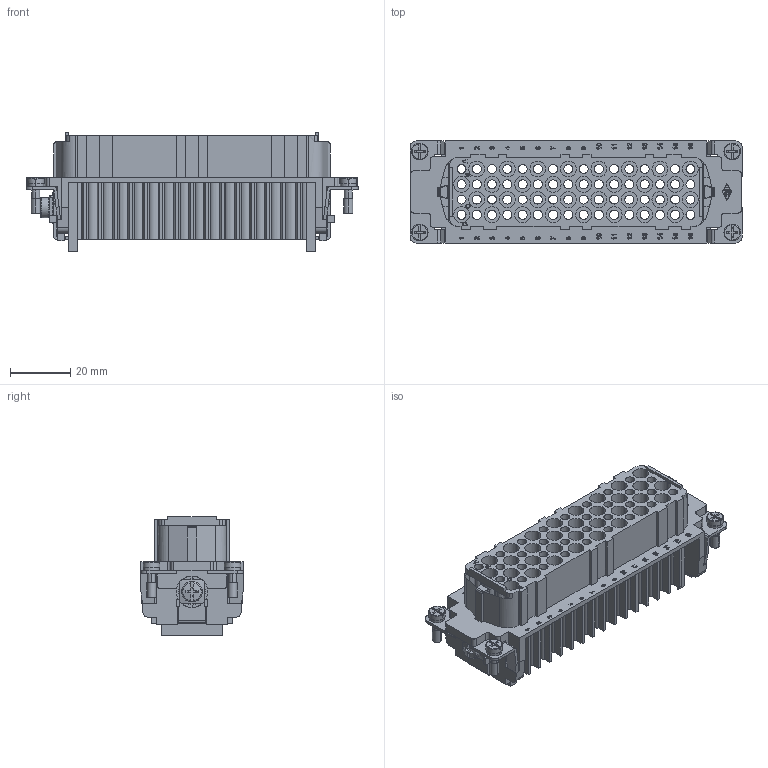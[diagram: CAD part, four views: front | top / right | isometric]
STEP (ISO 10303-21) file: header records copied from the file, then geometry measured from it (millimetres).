
FILE_DESCRIPTION((''),'2;1');
FILE_NAME('CDF 64.stp','2006-12-11T14:30:55',('gembarski'),(''),'Autodesk Inventor 7','Autodesk Inventor 7','');
FILE_SCHEMA(('AUTOMOTIVE_DESIGN { 1 0 10303 214 1 1 1 1 }'));
Length unit declared in the file: millimetre
Products named in the file (1): CDF 40_64 Kontakteinsätze mit Crimpanschluss
Bounding box: 110.5 x 34 x 39.5 mm (x, y, z)
Volume: 48557.2 mm3; surface area: 49804.3 mm2
Topology: 1 solids, 5 shells, 2556 faces, 6881 edges, 4570 vertices
Faces by surface type: bspline 1134, plane 1012, cylinder 390, torus 12, cone 8
Entity records: 87016 total; most frequent: CARTESIAN_POINT 27554, ORIENTED_EDGE 13746, DIRECTION 9675, EDGE_CURVE 6873, VERTEX_POINT 4570, VECTOR 4161, LINE 4161, EDGE_LOOP 2951
